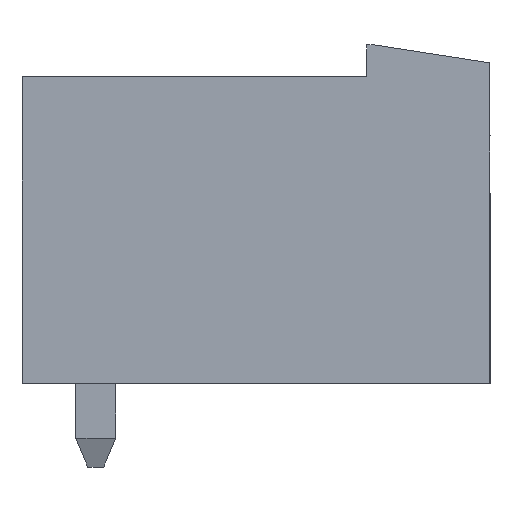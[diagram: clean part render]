
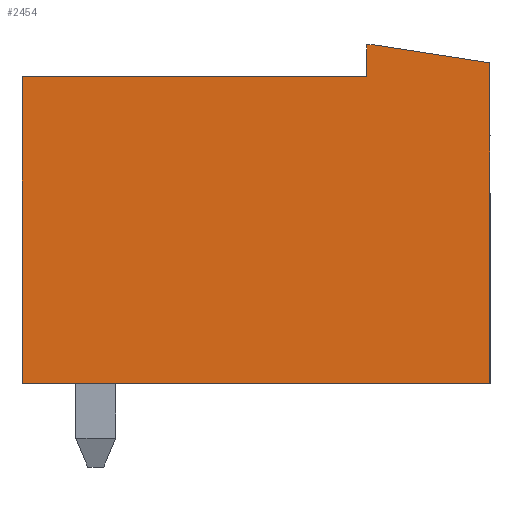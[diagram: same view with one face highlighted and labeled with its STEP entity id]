
A CAD part, left-side view. The second image highlights one B-rep face of the part: STEP entity #2454.
In plain terms, the highlighted planar face has unit normal (-1, 0, 0).
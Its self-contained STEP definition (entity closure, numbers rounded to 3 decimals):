
#2410=AXIS2_PLACEMENT_3D('Plane Axis2P3D',#2407,#2408,#2409) ;
#622=CARTESIAN_POINT('Vertex',(0.,0.,10.15)) ;
#625=CARTESIAN_POINT('Line Origine',(0.,0.,6.125)) ;
#629=CARTESIAN_POINT('Vertex',(0.,0.,2.1)) ;
#2392=CARTESIAN_POINT('Vertex',(0.,11.75,2.1)) ;
#2395=CARTESIAN_POINT('Line Origine',(0.,5.875,2.1)) ;
#2407=CARTESIAN_POINT('Axis2P3D Location',(0.,0.,10.6)) ;
#2412=CARTESIAN_POINT('Line Origine',(0.,7.425,9.8)) ;
#2416=CARTESIAN_POINT('Vertex',(0.,11.75,9.8)) ;
#2418=CARTESIAN_POINT('Vertex',(0.,3.1,9.8)) ;
#2421=CARTESIAN_POINT('Line Origine',(0.,11.75,5.95)) ;
#2426=CARTESIAN_POINT('Line Origine',(0.,1.45,10.375)) ;
#2430=CARTESIAN_POINT('Vertex',(0.,2.9,10.6)) ;
#2433=CARTESIAN_POINT('Line Origine',(0.,3.,10.6)) ;
#2437=CARTESIAN_POINT('Vertex',(0.,3.1,10.6)) ;
#2440=CARTESIAN_POINT('Line Origine',(0.,3.1,10.2)) ;
#626=DIRECTION('Vector Direction',(0.,0.,1.)) ;
#2396=DIRECTION('Vector Direction',(0.,1.,0.)) ;
#2408=DIRECTION('Axis2P3D Direction',(1.,0.,0.)) ;
#2409=DIRECTION('Axis2P3D XDirection',(0.,0.,-1.)) ;
#2413=DIRECTION('Vector Direction',(0.,-1.,0.)) ;
#2422=DIRECTION('Vector Direction',(0.,0.,-1.)) ;
#2427=DIRECTION('Vector Direction',(0.,0.988,0.153)) ;
#2434=DIRECTION('Vector Direction',(0.,1.,0.)) ;
#2441=DIRECTION('Vector Direction',(0.,0.,-1.)) ;
#627=VECTOR('Line Direction',#626,1.) ;
#2397=VECTOR('Line Direction',#2396,1.) ;
#2414=VECTOR('Line Direction',#2413,1.) ;
#2423=VECTOR('Line Direction',#2422,1.) ;
#2428=VECTOR('Line Direction',#2427,1.) ;
#2435=VECTOR('Line Direction',#2434,1.) ;
#2442=VECTOR('Line Direction',#2441,1.) ;
#2446=ORIENTED_EDGE('',*,*,#2420,.F.) ;
#2447=ORIENTED_EDGE('',*,*,#2425,.T.) ;
#2448=ORIENTED_EDGE('',*,*,#2399,.F.) ;
#2449=ORIENTED_EDGE('',*,*,#631,.T.) ;
#2450=ORIENTED_EDGE('',*,*,#2432,.T.) ;
#2451=ORIENTED_EDGE('',*,*,#2439,.T.) ;
#2452=ORIENTED_EDGE('',*,*,#2444,.T.) ;
#2454=ADVANCED_FACE('LD_SL-SMT 7.62HP/04/90G.1',(#2453),#2411,.F.) ;
#631=EDGE_CURVE('',#630,#623,#628,.T.) ;
#2399=EDGE_CURVE('',#630,#2393,#2398,.T.) ;
#2420=EDGE_CURVE('',#2417,#2419,#2415,.T.) ;
#2425=EDGE_CURVE('',#2417,#2393,#2424,.T.) ;
#2432=EDGE_CURVE('',#623,#2431,#2429,.T.) ;
#2439=EDGE_CURVE('',#2431,#2438,#2436,.T.) ;
#2444=EDGE_CURVE('',#2438,#2419,#2443,.T.) ;
#2445=EDGE_LOOP('',(#2446,#2447,#2448,#2449,#2450,#2451,#2452)) ;
#2453=FACE_OUTER_BOUND('',#2445,.T.) ;
#628=LINE('Line',#625,#627) ;
#2398=LINE('Line',#2395,#2397) ;
#2415=LINE('Line',#2412,#2414) ;
#2424=LINE('Line',#2421,#2423) ;
#2429=LINE('Line',#2426,#2428) ;
#2436=LINE('Line',#2433,#2435) ;
#2443=LINE('Line',#2440,#2442) ;
#2411=PLANE('',#2410) ;
#623=VERTEX_POINT('',#622) ;
#630=VERTEX_POINT('',#629) ;
#2393=VERTEX_POINT('',#2392) ;
#2417=VERTEX_POINT('',#2416) ;
#2419=VERTEX_POINT('',#2418) ;
#2431=VERTEX_POINT('',#2430) ;
#2438=VERTEX_POINT('',#2437) ;
